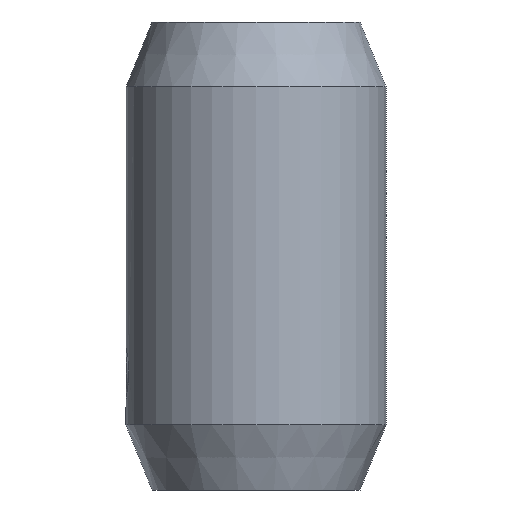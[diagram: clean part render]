
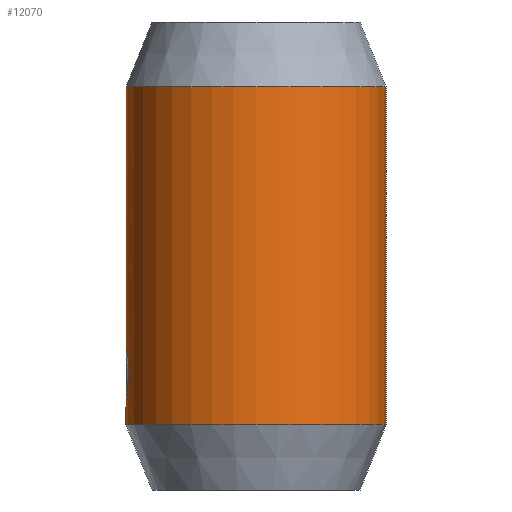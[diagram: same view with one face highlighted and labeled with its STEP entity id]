
A CAD part, left-side view. The second image highlights one B-rep face of the part: STEP entity #12070.
In plain terms, the highlighted cylindrical face has radius 10 mm (diameter 20 mm), a partial arc.
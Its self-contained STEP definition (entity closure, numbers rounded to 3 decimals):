
#13 = CARTESIAN_POINT ( 'NONE',  ( -0.276, 9.997, -6.914 ) ) ;
#44 = VECTOR ( 'NONE', #3202, 1000. ) ;
#116 = EDGE_CURVE ( 'NONE', #8108, #8905, #14009, .T. ) ;
#153 = CARTESIAN_POINT ( 'NONE',  ( 0., 10., -6.9 ) ) ;
#417 = DIRECTION ( 'NONE',  ( 0., 0., 1. ) ) ;
#832 = FACE_OUTER_BOUND ( 'NONE', #11917, .T. ) ;
#947 = CARTESIAN_POINT ( 'NONE',  ( -2.032, 9.791, -8.454 ) ) ;
#988 = CARTESIAN_POINT ( 'NONE',  ( -1.282, 9.918, -10.669 ) ) ;
#1097 = CARTESIAN_POINT ( 'NONE',  ( -2.032, 9.791, -9.546 ) ) ;
#1212 = VECTOR ( 'NONE', #8166, 1000. ) ;
#1379 = DIRECTION ( 'NONE',  ( 0., -1., 0. ) ) ;
#1441 = VERTEX_POINT ( 'NONE', #1941 ) ;
#1836 = AXIS2_PLACEMENT_3D ( 'NONE', #12344, #10161, #1379 ) ;
#1941 = CARTESIAN_POINT ( 'NONE',  ( 0., 10., -11.1 ) ) ;
#2584 = CARTESIAN_POINT ( 'NONE',  ( 0., 0., -13. ) ) ;
#2641 = DIRECTION ( 'NONE',  ( 0., -1., 0. ) ) ;
#2659 = ORIENTED_EDGE ( 'NONE', *, *, #9428, .T. ) ;
#2780 = CARTESIAN_POINT ( 'NONE',  ( 0., 10., -13. ) ) ;
#2985 = ORIENTED_EDGE ( 'NONE', *, *, #10402, .T. ) ;
#2997 = B_SPLINE_CURVE_WITH_KNOTS ( 'NONE', 3,
 ( #13275, #14432, #13, #5482, #8972, #10073, #13323, #3319, #14294, #11113, #7851, #3422, #947, #9931, #8782, #4440, #3232, #1097, #13222, #6593, #14345, #11156, #988, #3273, #6640, #8824, #11077, #14383, #7767, #12225 ),
 .UNSPECIFIED., .F., .F.,
 ( 4, 2, 2, 2, 2, 2, 2, 2, 2, 2, 2, 2, 2, 2, 4 ),
 ( 0., 0., 0.001, 0.001, 0.002, 0.002, 0.003, 0.003, 0.004, 0.004, 0.005, 0.005, 0.006, 0.006, 0.007 ),
 .UNSPECIFIED. ) ;
#3181 = CARTESIAN_POINT ( 'NONE',  ( 0., -10., -13. ) ) ;
#3202 = DIRECTION ( 'NONE',  ( 0., 0., 1. ) ) ;
#3232 = CARTESIAN_POINT ( 'NONE',  ( -2.086, 9.78, -9.276 ) ) ;
#3273 = CARTESIAN_POINT ( 'NONE',  ( -1.054, 9.945, -10.821 ) ) ;
#3319 = CARTESIAN_POINT ( 'NONE',  ( -1.281, 9.918, -7.33 ) ) ;
#3422 = CARTESIAN_POINT ( 'NONE',  ( -1.992, 9.8, -8.321 ) ) ;
#3590 = EDGE_CURVE ( 'NONE', #6657, #1441, #9814, .T. ) ;
#3743 = AXIS2_PLACEMENT_3D ( 'NONE', #3788, #8214, #2641 ) ;
#3788 = CARTESIAN_POINT ( 'NONE',  ( 0., 0., 13. ) ) ;
#3823 = ORIENTED_EDGE ( 'NONE', *, *, #3590, .F. ) ;
#4440 = CARTESIAN_POINT ( 'NONE',  ( -2.1, 9.777, -9.137 ) ) ;
#4741 = LINE ( 'NONE', #13675, #1212 ) ;
#4947 = CARTESIAN_POINT ( 'NONE',  ( 0., 10., 18. ) ) ;
#4972 = VERTEX_POINT ( 'NONE', #153 ) ;
#5482 = CARTESIAN_POINT ( 'NONE',  ( -0.545, 9.986, -6.967 ) ) ;
#6533 = CARTESIAN_POINT ( 'NONE',  ( 0., 10., 18. ) ) ;
#6593 = CARTESIAN_POINT ( 'NONE',  ( -1.834, 9.831, -10.059 ) ) ;
#6640 = CARTESIAN_POINT ( 'NONE',  ( -0.931, 9.957, -10.887 ) ) ;
#6657 = VERTEX_POINT ( 'NONE', #2780 ) ;
#6953 = DIRECTION ( 'NONE',  ( 0., 0., 1. ) ) ;
#7663 = CYLINDRICAL_SURFACE ( 'NONE', #1836, 10. ) ;
#7767 = CARTESIAN_POINT ( 'NONE',  ( -0.137, 10., -11.1 ) ) ;
#7851 = CARTESIAN_POINT ( 'NONE',  ( -1.835, 9.831, -7.942 ) ) ;
#7901 = VECTOR ( 'NONE', #417, 1000. ) ;
#8108 = VERTEX_POINT ( 'NONE', #13412 ) ;
#8166 = DIRECTION ( 'NONE',  ( 0., 0., 1. ) ) ;
#8214 = DIRECTION ( 'NONE',  ( 0., 0., 1. ) ) ;
#8782 = CARTESIAN_POINT ( 'NONE',  ( -2.1, 9.777, -8.862 ) ) ;
#8824 = CARTESIAN_POINT ( 'NONE',  ( -0.678, 9.978, -10.992 ) ) ;
#8905 = VERTEX_POINT ( 'NONE', #10091 ) ;
#8972 = CARTESIAN_POINT ( 'NONE',  ( -0.678, 9.978, -7.008 ) ) ;
#9031 = EDGE_CURVE ( 'NONE', #9285, #8905, #4741, .T. ) ;
#9285 = VERTEX_POINT ( 'NONE', #3181 ) ;
#9428 = EDGE_CURVE ( 'NONE', #4972, #1441, #2997, .T. ) ;
#9814 = LINE ( 'NONE', #4947, #7901 ) ;
#9931 = CARTESIAN_POINT ( 'NONE',  ( -2.087, 9.78, -8.725 ) ) ;
#10073 = CARTESIAN_POINT ( 'NONE',  ( -0.933, 9.957, -7.113 ) ) ;
#10091 = CARTESIAN_POINT ( 'NONE',  ( 0., -10., 13. ) ) ;
#10161 = DIRECTION ( 'NONE',  ( 0., 0., 1. ) ) ;
#10290 = CIRCLE ( 'NONE', #13949, 10. ) ;
#10387 = DIRECTION ( 'NONE',  ( 0., -1., 0. ) ) ;
#10402 = EDGE_CURVE ( 'NONE', #6657, #9285, #10290, .T. ) ;
#11077 = CARTESIAN_POINT ( 'NONE',  ( -0.547, 9.986, -11.032 ) ) ;
#11113 = CARTESIAN_POINT ( 'NONE',  ( -1.678, 9.86, -7.709 ) ) ;
#11156 = CARTESIAN_POINT ( 'NONE',  ( -1.387, 9.904, -10.583 ) ) ;
#11580 = ORIENTED_EDGE ( 'NONE', *, *, #9031, .T. ) ;
#11917 = EDGE_LOOP ( 'NONE', ( #3823, #2985, #11580, #13822, #12537, #2659 ) ) ;
#12070 = ADVANCED_FACE ( 'NONE', ( #832 ), #7663, .T. ) ;
#12225 = CARTESIAN_POINT ( 'NONE',  ( 0., 10., -11.1 ) ) ;
#12344 = CARTESIAN_POINT ( 'NONE',  ( 0., 0., 18. ) ) ;
#12356 = EDGE_CURVE ( 'NONE', #4972, #8108, #13300, .T. ) ;
#12537 = ORIENTED_EDGE ( 'NONE', *, *, #12356, .F. ) ;
#13222 = CARTESIAN_POINT ( 'NONE',  ( -1.993, 9.8, -9.677 ) ) ;
#13275 = CARTESIAN_POINT ( 'NONE',  ( 0., 10., -6.9 ) ) ;
#13300 = LINE ( 'NONE', #6533, #44 ) ;
#13323 = CARTESIAN_POINT ( 'NONE',  ( -1.053, 9.945, -7.178 ) ) ;
#13412 = CARTESIAN_POINT ( 'NONE',  ( 0., 10., 13. ) ) ;
#13675 = CARTESIAN_POINT ( 'NONE',  ( 0., -10., 18. ) ) ;
#13822 = ORIENTED_EDGE ( 'NONE', *, *, #116, .F. ) ;
#13949 = AXIS2_PLACEMENT_3D ( 'NONE', #2584, #6953, #10387 ) ;
#14009 = CIRCLE ( 'NONE', #3743, 10. ) ;
#14294 = CARTESIAN_POINT ( 'NONE',  ( -1.389, 9.904, -7.419 ) ) ;
#14345 = CARTESIAN_POINT ( 'NONE',  ( -1.68, 9.86, -10.29 ) ) ;
#14383 = CARTESIAN_POINT ( 'NONE',  ( -0.277, 9.997, -11.086 ) ) ;
#14432 = CARTESIAN_POINT ( 'NONE',  ( -0.139, 10., -6.9 ) ) ;
